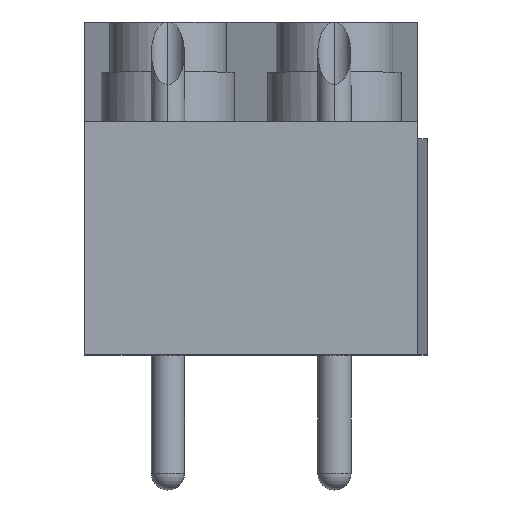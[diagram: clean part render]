
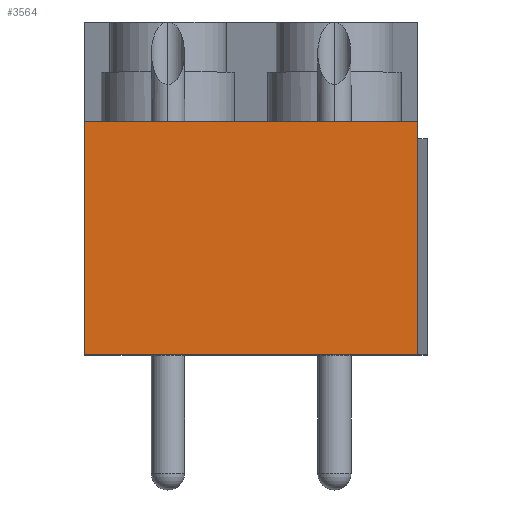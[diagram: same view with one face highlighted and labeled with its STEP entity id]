
A CAD part, top view. The second image highlights one B-rep face of the part: STEP entity #3564.
In plain terms, the highlighted planar face has unit normal (0, 0, 1).
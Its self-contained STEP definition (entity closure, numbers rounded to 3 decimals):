
#6 = CARTESIAN_POINT ( 'NONE',  ( 2.5, 0., 3.8 ) ) ;
#383 = VERTEX_POINT ( 'NONE', #5561 ) ;
#546 = DIRECTION ( 'NONE',  ( 0., 0., -1. ) ) ;
#773 = LINE ( 'NONE', #2486, #4033 ) ;
#1213 = CARTESIAN_POINT ( 'NONE',  ( -10.867, 7., 3.8 ) ) ;
#1678 = EDGE_CURVE ( 'NONE', #2171, #3338, #773, .T. ) ;
#1852 = EDGE_LOOP ( 'NONE', ( #2746, #5489, #2850, #5394 ) ) ;
#2093 = LINE ( 'NONE', #2748, #4387 ) ;
#2171 = VERTEX_POINT ( 'NONE', #3695 ) ;
#2186 = AXIS2_PLACEMENT_3D ( 'NONE', #5286, #546, #2815 ) ;
#2465 = DIRECTION ( 'NONE',  ( 0., -1., 0. ) ) ;
#2486 = CARTESIAN_POINT ( 'NONE',  ( 2.5, 0., 3.8 ) ) ;
#2631 = EDGE_CURVE ( 'NONE', #5068, #2171, #2093, .T. ) ;
#2689 = CARTESIAN_POINT ( 'NONE',  ( 2.5, 6.5, 3.8 ) ) ;
#2746 = ORIENTED_EDGE ( 'NONE', *, *, #1678, .T. ) ;
#2748 = CARTESIAN_POINT ( 'NONE',  ( -7.5, 6.5, 3.8 ) ) ;
#2815 = DIRECTION ( 'NONE',  ( -1., 0., 0. ) ) ;
#2850 = ORIENTED_EDGE ( 'NONE', *, *, #5408, .F. ) ;
#3043 = LINE ( 'NONE', #1213, #4965 ) ;
#3338 = VERTEX_POINT ( 'NONE', #6 ) ;
#3564 = ADVANCED_FACE ( 'NONE', ( #6470 ), #4417, .F. ) ;
#3695 = CARTESIAN_POINT ( 'NONE',  ( -7.5, 0., 3.8 ) ) ;
#3871 = VECTOR ( 'NONE', #2465, 1000. ) ;
#4033 = VECTOR ( 'NONE', #5165, 1000. ) ;
#4387 = VECTOR ( 'NONE', #4466, 1000. ) ;
#4412 = EDGE_CURVE ( 'NONE', #383, #3338, #4820, .T. ) ;
#4417 = PLANE ( 'NONE',  #2186 ) ;
#4445 = CARTESIAN_POINT ( 'NONE',  ( -7.5, 7., 3.8 ) ) ;
#4466 = DIRECTION ( 'NONE',  ( 0., -1., 0. ) ) ;
#4820 = LINE ( 'NONE', #2689, #3871 ) ;
#4965 = VECTOR ( 'NONE', #4981, 1000. ) ;
#4981 = DIRECTION ( 'NONE',  ( 1., 0., 0. ) ) ;
#5068 = VERTEX_POINT ( 'NONE', #4445 ) ;
#5165 = DIRECTION ( 'NONE',  ( 1., 0., 0. ) ) ;
#5286 = CARTESIAN_POINT ( 'NONE',  ( 2.5, 6.5, 3.8 ) ) ;
#5394 = ORIENTED_EDGE ( 'NONE', *, *, #2631, .T. ) ;
#5408 = EDGE_CURVE ( 'NONE', #5068, #383, #3043, .T. ) ;
#5489 = ORIENTED_EDGE ( 'NONE', *, *, #4412, .F. ) ;
#5561 = CARTESIAN_POINT ( 'NONE',  ( 2.5, 7., 3.8 ) ) ;
#6470 = FACE_OUTER_BOUND ( 'NONE', #1852, .T. ) ;
